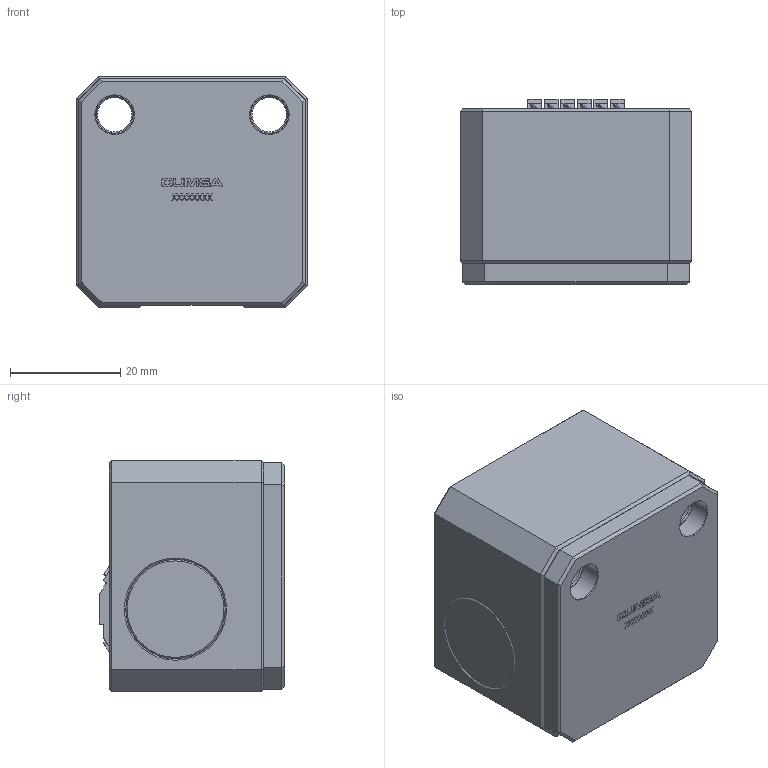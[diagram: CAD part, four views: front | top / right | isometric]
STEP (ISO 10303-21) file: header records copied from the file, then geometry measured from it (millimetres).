
FILE_DESCRIPTION (( 'STEP AP214' ), '1' );
FILE_NAME ('UM0642RV.STEP', '2018-08-10T11:08:23', ( '' ), ( '' ), 'SwSTEP 2.0', 'SolidWorks 2018', '' );
FILE_SCHEMA (( 'AUTOMOTIVE_DESIGN' ));
Length unit declared in the file: millimetre
Products named in the file (11): 9EM041836-2; 8UM064242; 3IMAN6X3-80; 8UM064141; 9EM061842; 9EM041836-3; RR180311; 9EM061842-1; 1DIN914510; UM0642RV; 9EM041836-4
Assembly tree (31 placements, depth 3):
  UM0642RV
    8UM064242
    RR180311  x6
    3IMAN6X3-80
    8UM064141
    1DIN914510  x2
    9EM061842
      9EM061842-1
      9EM041836-2  x6
      9EM041836-3  x6
      9EM041836-4  x6
Bounding box: 42 x 33.6 x 42 mm (x, y, z)
Volume: 46937 mm3; surface area: 25961.6 mm2
Topology: 30 solids, 30 shells, 2424 faces, 6475 edges, 4232 vertices
Faces by surface type: plane 1115, bspline 707, cylinder 406, cone 148, torus 36, sphere 12
Entity records: 54578 total; most frequent: CARTESIAN_POINT 23241, ORIENTED_EDGE 5586, DIRECTION 3978, EDGE_CURVE 2793, VECTOR 1874, LINE 1874, VERTEX_POINT 1827, EDGE_LOOP 1144
